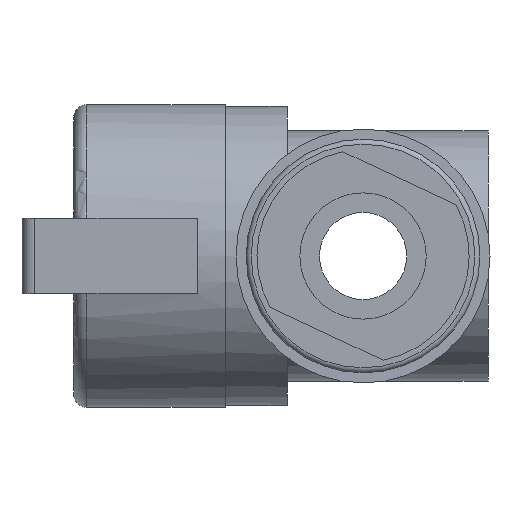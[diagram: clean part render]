
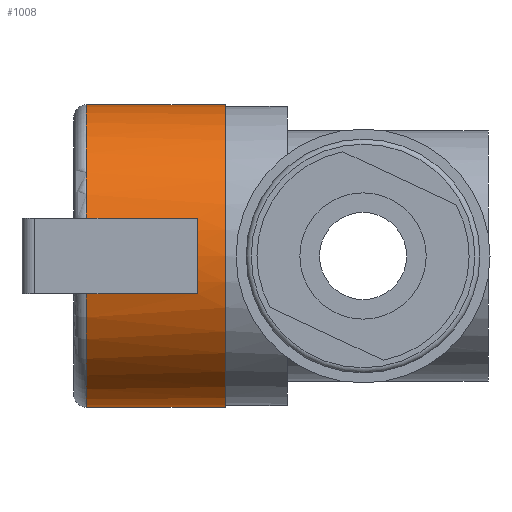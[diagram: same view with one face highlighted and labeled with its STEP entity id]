
A CAD part, left-side view. The second image highlights one B-rep face of the part: STEP entity #1008.
In plain terms, the highlighted cylindrical face has radius 11.971 mm (diameter 23.941 mm), a full revolution.
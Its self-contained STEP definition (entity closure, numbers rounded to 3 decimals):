
#32=CYLINDRICAL_SURFACE('',#1098,11.971);
#75=FACE_OUTER_BOUND('',#142,.T.);
#142=EDGE_LOOP('',(#692,#693,#694,#695,#696,#697,#698,#699,#700,#701,#702,
#703));
#218=CIRCLE('',#1089,11.971);
#224=CIRCLE('',#1097,11.971);
#225=CIRCLE('',#1099,11.971);
#226=CIRCLE('',#1100,11.971);
#227=CIRCLE('',#1101,11.971);
#228=CIRCLE('',#1102,11.971);
#291=LINE('',#1617,#361);
#292=LINE('',#1620,#362);
#293=LINE('',#1622,#363);
#294=LINE('',#1626,#364);
#295=LINE('',#1630,#365);
#361=VECTOR('',#1257,11.971);
#362=VECTOR('',#1260,8.8);
#363=VECTOR('',#1261,8.8);
#364=VECTOR('',#1264,8.8);
#365=VECTOR('',#1267,8.8);
#428=VERTEX_POINT('',#1570);
#429=VERTEX_POINT('',#1571);
#438=VERTEX_POINT('',#1613);
#439=VERTEX_POINT('',#1616);
#440=VERTEX_POINT('',#1618);
#441=VERTEX_POINT('',#1621);
#442=VERTEX_POINT('',#1623);
#443=VERTEX_POINT('',#1625);
#444=VERTEX_POINT('',#1627);
#445=VERTEX_POINT('',#1629);
#526=EDGE_CURVE('',#428,#429,#218,.T.);
#539=EDGE_CURVE('',#438,#438,#224,.T.);
#540=EDGE_CURVE('',#438,#439,#291,.T.);
#541=EDGE_CURVE('',#440,#439,#225,.T.);
#542=EDGE_CURVE('',#428,#440,#292,.T.);
#543=EDGE_CURVE('',#441,#429,#293,.F.);
#544=EDGE_CURVE('',#442,#441,#226,.T.);
#545=EDGE_CURVE('',#442,#443,#294,.F.);
#546=EDGE_CURVE('',#443,#444,#227,.T.);
#547=EDGE_CURVE('',#444,#445,#295,.T.);
#548=EDGE_CURVE('',#439,#445,#228,.T.);
#692=ORIENTED_EDGE('',*,*,#539,.F.);
#693=ORIENTED_EDGE('',*,*,#540,.T.);
#694=ORIENTED_EDGE('',*,*,#541,.F.);
#695=ORIENTED_EDGE('',*,*,#542,.F.);
#696=ORIENTED_EDGE('',*,*,#526,.T.);
#697=ORIENTED_EDGE('',*,*,#543,.F.);
#698=ORIENTED_EDGE('',*,*,#544,.F.);
#699=ORIENTED_EDGE('',*,*,#545,.T.);
#700=ORIENTED_EDGE('',*,*,#546,.T.);
#701=ORIENTED_EDGE('',*,*,#547,.T.);
#702=ORIENTED_EDGE('',*,*,#548,.F.);
#703=ORIENTED_EDGE('',*,*,#540,.F.);
#1008=ADVANCED_FACE('',(#75),#32,.T.);
#1089=AXIS2_PLACEMENT_3D('',#1572,#1232,#1233);
#1097=AXIS2_PLACEMENT_3D('',#1614,#1253,#1254);
#1098=AXIS2_PLACEMENT_3D('',#1615,#1255,#1256);
#1099=AXIS2_PLACEMENT_3D('',#1619,#1258,#1259);
#1100=AXIS2_PLACEMENT_3D('',#1624,#1262,#1263);
#1101=AXIS2_PLACEMENT_3D('',#1628,#1265,#1266);
#1102=AXIS2_PLACEMENT_3D('',#1631,#1268,#1269);
#1232=DIRECTION('center_axis',(0.,-1.,0.));
#1233=DIRECTION('ref_axis',(1.,0.,0.));
#1253=DIRECTION('center_axis',(0.,-1.,0.));
#1254=DIRECTION('ref_axis',(1.,0.,0.));
#1255=DIRECTION('center_axis',(0.,-1.,0.));
#1256=DIRECTION('ref_axis',(1.,0.,0.));
#1257=DIRECTION('',(0.,1.,0.));
#1258=DIRECTION('center_axis',(0.,1.,0.));
#1259=DIRECTION('ref_axis',(0.,0.,1.));
#1260=DIRECTION('',(0.,-1.,0.));
#1261=DIRECTION('',(0.,-1.,0.));
#1262=DIRECTION('center_axis',(0.,1.,0.));
#1263=DIRECTION('ref_axis',(0.,0.,1.));
#1264=DIRECTION('',(0.,-1.,0.));
#1265=DIRECTION('center_axis',(0.,-1.,0.));
#1266=DIRECTION('ref_axis',(1.,0.,0.));
#1267=DIRECTION('',(0.,-1.,0.));
#1268=DIRECTION('center_axis',(0.,1.,0.));
#1269=DIRECTION('ref_axis',(0.,0.,1.));
#1570=CARTESIAN_POINT('',(-11.589,31.8,-3.));
#1571=CARTESIAN_POINT('',(11.589,31.8,-3.));
#1572=CARTESIAN_POINT('Origin',(0.,31.8,0.));
#1613=CARTESIAN_POINT('',(-11.971,20.8,0.));
#1614=CARTESIAN_POINT('Origin',(0.,20.8,0.));
#1615=CARTESIAN_POINT('Origin',(0.,32.8,0.));
#1616=CARTESIAN_POINT('',(-11.971,23.,0.));
#1617=CARTESIAN_POINT('',(-11.971,32.8,0.));
#1618=CARTESIAN_POINT('',(-11.589,23.,-3.));
#1619=CARTESIAN_POINT('Origin',(0.,23.,0.));
#1620=CARTESIAN_POINT('',(-11.589,31.8,-3.));
#1621=CARTESIAN_POINT('',(11.589,23.,-3.));
#1622=CARTESIAN_POINT('',(11.589,31.8,-3.));
#1623=CARTESIAN_POINT('',(11.589,23.,3.));
#1624=CARTESIAN_POINT('Origin',(0.,23.,0.));
#1625=CARTESIAN_POINT('',(11.589,31.8,3.));
#1626=CARTESIAN_POINT('',(11.589,31.8,3.));
#1627=CARTESIAN_POINT('',(-11.589,31.8,3.));
#1628=CARTESIAN_POINT('Origin',(0.,31.8,0.));
#1629=CARTESIAN_POINT('',(-11.589,23.,3.));
#1630=CARTESIAN_POINT('',(-11.589,31.8,3.));
#1631=CARTESIAN_POINT('Origin',(0.,23.,0.));
